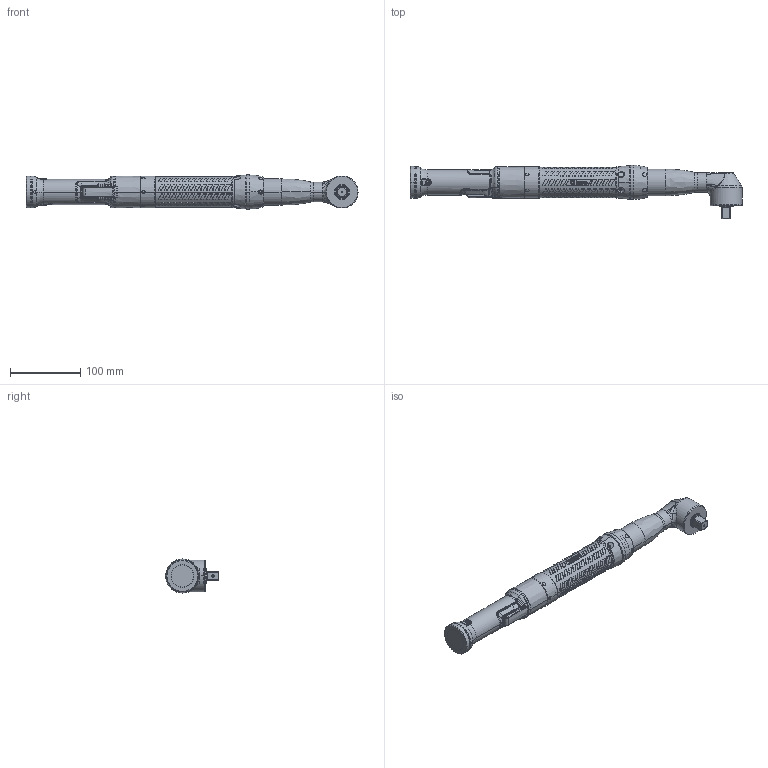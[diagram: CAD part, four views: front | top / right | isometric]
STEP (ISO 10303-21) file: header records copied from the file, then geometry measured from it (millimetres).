
FILE_DESCRIPTION((''),'2;1');
FILE_NAME('50EAN80JA4_SW0001','2017-03-27T',('D0L91'),(''),'CREO PARAMETRIC BY PTC INC, 2016050','CREO PARAMETRIC BY PTC INC, 2016050','');
FILE_SCHEMA(('CONFIG_CONTROL_DESIGN'));
Products named in the file (1): 50EAN80JA4_SW0001
Bounding box: 472.8 x 75.8 x 48.5 mm (x, y, z)
Volume: 256818.3 mm3; surface area: 206415.9 mm2
Topology: 4 solids, 5 shells, 5752 faces, 14248 edges, 8606 vertices
Faces by surface type: bspline 2002, cylinder 1538, plane 1058, extrusion 756, cone 269, torus 115, sphere 14
Entity records: 305351 total; most frequent: CARTESIAN_POINT 187365, ORIENTED_EDGE 28474, DIRECTION 18216, EDGE_CURVE 14237, VERTEX_POINT 8606, B_SPLINE_CURVE_WITH_KNOTS 7187, AXIS2_PLACEMENT_3D 6660, EDGE_LOOP 5995
